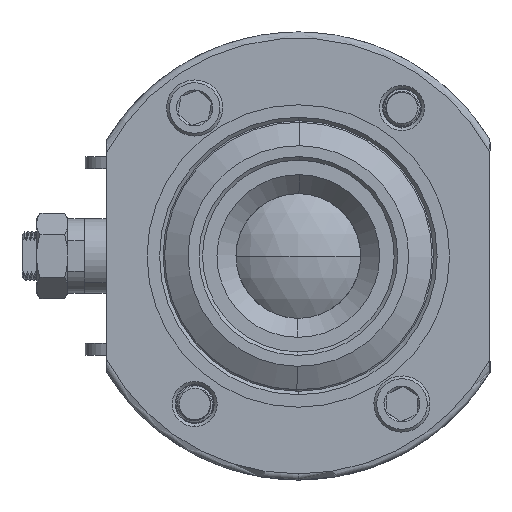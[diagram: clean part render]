
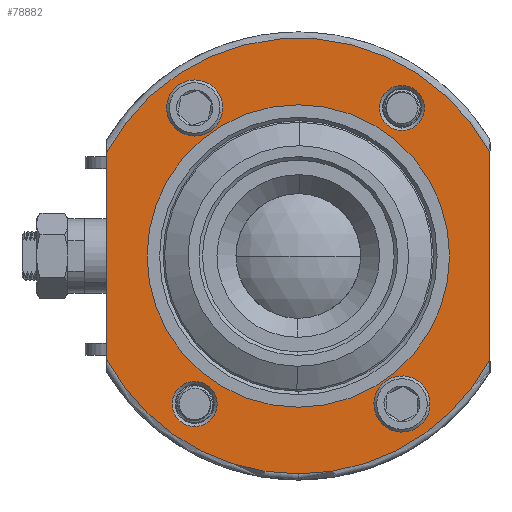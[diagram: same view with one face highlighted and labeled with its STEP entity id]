
A CAD part, left-side view. The second image highlights one B-rep face of the part: STEP entity #78882.
In plain terms, the highlighted planar face has unit normal (-1, 0, 0).
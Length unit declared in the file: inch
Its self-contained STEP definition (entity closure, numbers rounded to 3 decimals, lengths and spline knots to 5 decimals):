
#728 = DIRECTION ( 'NONE',  ( 0., 0., 1. ) ) ;
#1374 = ORIENTED_EDGE ( 'NONE', *, *, #68003, .F. ) ;
#1632 = DIRECTION ( 'NONE',  ( 1., 0., 0. ) ) ;
#3180 = EDGE_CURVE ( 'NONE', #22406, #24801, #106370, .T. ) ;
#6014 = CARTESIAN_POINT ( 'NONE',  ( -1.755, 1.03817, -1.48267 ) ) ;
#6034 = VECTOR ( 'NONE', #728, 39.37008 ) ;
#6087 = EDGE_CURVE ( 'NONE', #127560, #43388, #59068, .T. ) ;
#7590 = ORIENTED_EDGE ( 'NONE', *, *, #73912, .T. ) ;
#10694 = CIRCLE ( 'NONE', #59723, 2.1825 ) ;
#11168 = CARTESIAN_POINT ( 'NONE',  ( -1.755, -1.03817, -1.70798 ) ) ;
#11451 = AXIS2_PLACEMENT_3D ( 'NONE', #108464, #48361, #118562 ) ;
#12241 = EDGE_CURVE ( 'NONE', #43388, #127560, #44468, .T. ) ;
#13718 = CARTESIAN_POINT ( 'NONE',  ( -1.755, -1.03817, 1.48267 ) ) ;
#14639 = CARTESIAN_POINT ( 'NONE',  ( -1.755, -1.03817, -1.48267 ) ) ;
#16175 = DIRECTION ( 'NONE',  ( 0., 0., -1. ) ) ;
#17646 = AXIS2_PLACEMENT_3D ( 'NONE', #18457, #88630, #28608 ) ;
#18457 = CARTESIAN_POINT ( 'NONE',  ( -1.755, 1.03817, 1.48267 ) ) ;
#18775 = VERTEX_POINT ( 'NONE', #100003 ) ;
#18850 = DIRECTION ( 'NONE',  ( -1., 0., 0. ) ) ;
#20225 = CARTESIAN_POINT ( 'NONE',  ( -1.755, 0., -1.515 ) ) ;
#20646 = CARTESIAN_POINT ( 'NONE',  ( -1.755, 0., -2.1825 ) ) ;
#20916 = ORIENTED_EDGE ( 'NONE', *, *, #67854, .T. ) ;
#21143 = DIRECTION ( 'NONE',  ( -1., 0., 0. ) ) ;
#22406 = VERTEX_POINT ( 'NONE', #87888 ) ;
#23860 = DIRECTION ( 'NONE',  ( 0., 0., -1. ) ) ;
#24587 = AXIS2_PLACEMENT_3D ( 'NONE', #14639, #84815, #24748 ) ;
#24748 = DIRECTION ( 'NONE',  ( 0., 0., -1. ) ) ;
#24801 = VERTEX_POINT ( 'NONE', #118713 ) ;
#26174 = CARTESIAN_POINT ( 'NONE',  ( -1.755, -1.92, 1.03774 ) ) ;
#26523 = EDGE_LOOP ( 'NONE', ( #128018, #49742, #119837, #20916, #84593 ) ) ;
#26956 = CARTESIAN_POINT ( 'NONE',  ( -1.755, 1.03817, -1.70798 ) ) ;
#28367 = CIRCLE ( 'NONE', #64506, 2.1825 ) ;
#28608 = DIRECTION ( 'NONE',  ( 0., 0., -1. ) ) ;
#29605 = EDGE_CURVE ( 'NONE', #61025, #101158, #45810, .T. ) ;
#32448 = DIRECTION ( 'NONE',  ( -1., 0., 0. ) ) ;
#34696 = CARTESIAN_POINT ( 'NONE',  ( -1.755, -1.03817, 1.48267 ) ) ;
#35882 = DIRECTION ( 'NONE',  ( 0., 0., -1. ) ) ;
#39130 = DIRECTION ( 'NONE',  ( 1., 0., 0. ) ) ;
#39394 = EDGE_CURVE ( 'NONE', #77170, #106752, #10694, .T. ) ;
#41361 = FACE_OUTER_BOUND ( 'NONE', #26523, .T. ) ;
#42380 = CARTESIAN_POINT ( 'NONE',  ( -1.755, 0., 0. ) ) ;
#43388 = VERTEX_POINT ( 'NONE', #73401 ) ;
#43850 = CARTESIAN_POINT ( 'NONE',  ( -1.755, -1.03817, -1.25735 ) ) ;
#44335 = CARTESIAN_POINT ( 'NONE',  ( -1.755, 0., 0. ) ) ;
#44468 = CIRCLE ( 'NONE', #17646, 0.22531 ) ;
#44509 = FACE_BOUND ( 'NONE', #106498, .T. ) ;
#44756 = DIRECTION ( 'NONE',  ( 0., 0., -1. ) ) ;
#45460 = ORIENTED_EDGE ( 'NONE', *, *, #99493, .T. ) ;
#45717 = AXIS2_PLACEMENT_3D ( 'NONE', #13718, #83912, #23860 ) ;
#45810 = CIRCLE ( 'NONE', #80359, 1.515 ) ;
#47033 = ORIENTED_EDGE ( 'NONE', *, *, #6087, .T. ) ;
#48361 = DIRECTION ( 'NONE',  ( 1., 0., 0. ) ) ;
#48786 = CIRCLE ( 'NONE', #71742, 1.515 ) ;
#49742 = ORIENTED_EDGE ( 'NONE', *, *, #39394, .T. ) ;
#49905 = EDGE_CURVE ( 'NONE', #70338, #107888, #94027, .T. ) ;
#50101 = CARTESIAN_POINT ( 'NONE',  ( -1.755, 1.03817, 1.70798 ) ) ;
#50828 = AXIS2_PLACEMENT_3D ( 'NONE', #6014, #76268, #16175 ) ;
#50862 = EDGE_CURVE ( 'NONE', #106752, #99600, #68907, .T. ) ;
#52472 = DIRECTION ( 'NONE',  ( 0., 0., -1. ) ) ;
#53024 = DIRECTION ( 'NONE',  ( -1., 0., 0. ) ) ;
#58282 = AXIS2_PLACEMENT_3D ( 'NONE', #92474, #32448, #102565 ) ;
#58967 = CIRCLE ( 'NONE', #83159, 0.22531 ) ;
#59068 = CIRCLE ( 'NONE', #11451, 0.22531 ) ;
#59723 = AXIS2_PLACEMENT_3D ( 'NONE', #42380, #112532, #52472 ) ;
#59768 = ORIENTED_EDGE ( 'NONE', *, *, #49905, .T. ) ;
#61025 = VERTEX_POINT ( 'NONE', #71583 ) ;
#61795 = CARTESIAN_POINT ( 'NONE',  ( -1.755, -1.03817, -1.48267 ) ) ;
#63612 = EDGE_LOOP ( 'NONE', ( #98332, #7590 ) ) ;
#64451 = DIRECTION ( 'NONE',  ( 0., 0., -1. ) ) ;
#64506 = AXIS2_PLACEMENT_3D ( 'NONE', #78978, #18850, #89013 ) ;
#64747 = CIRCLE ( 'NONE', #89326, 0.22531 ) ;
#67854 = EDGE_CURVE ( 'NONE', #99600, #22406, #128953, .T. ) ;
#68003 = EDGE_CURVE ( 'NONE', #101158, #61025, #48786, .T. ) ;
#68053 = FACE_BOUND ( 'NONE', #85479, .T. ) ;
#68276 = CARTESIAN_POINT ( 'NONE',  ( -1.755, -1.92, -1.03774 ) ) ;
#68907 = LINE ( 'NONE', #80238, #6034 ) ;
#70338 = VERTEX_POINT ( 'NONE', #105153 ) ;
#70488 = CIRCLE ( 'NONE', #45717, 0.22531 ) ;
#71212 = FACE_BOUND ( 'NONE', #116777, .T. ) ;
#71583 = CARTESIAN_POINT ( 'NONE',  ( -1.755, 0., 1.515 ) ) ;
#71742 = AXIS2_PLACEMENT_3D ( 'NONE', #113076, #53024, #123201 ) ;
#71913 = DIRECTION ( 'NONE',  ( 0., 0., -1. ) ) ;
#72066 = ORIENTED_EDGE ( 'NONE', *, *, #29605, .F. ) ;
#73387 = VECTOR ( 'NONE', #35882, 39.37008 ) ;
#73401 = CARTESIAN_POINT ( 'NONE',  ( -1.755, 1.03817, 1.25735 ) ) ;
#73912 = EDGE_CURVE ( 'NONE', #86303, #101507, #58967, .T. ) ;
#73954 = ORIENTED_EDGE ( 'NONE', *, *, #12241, .T. ) ;
#76268 = DIRECTION ( 'NONE',  ( 1., 0., 0. ) ) ;
#77170 = VERTEX_POINT ( 'NONE', #20646 ) ;
#78882 = ADVANCED_FACE ( 'NONE', ( #71212, #44509, #121420, #94691, #68053, #41361 ), #114492, .F. ) ;
#78978 = CARTESIAN_POINT ( 'NONE',  ( -1.755, 0., 0. ) ) ;
#80152 = AXIS2_PLACEMENT_3D ( 'NONE', #34696, #104817, #44756 ) ;
#80238 = CARTESIAN_POINT ( 'NONE',  ( -1.755, -1.92, 1.36643 ) ) ;
#80359 = AXIS2_PLACEMENT_3D ( 'NONE', #81246, #21143, #91304 ) ;
#81246 = CARTESIAN_POINT ( 'NONE',  ( -1.755, 0., 0. ) ) ;
#83159 = AXIS2_PLACEMENT_3D ( 'NONE', #61795, #1632, #71913 ) ;
#83912 = DIRECTION ( 'NONE',  ( 1., 0., 0. ) ) ;
#84593 = ORIENTED_EDGE ( 'NONE', *, *, #3180, .T. ) ;
#84815 = DIRECTION ( 'NONE',  ( 1., 0., 0. ) ) ;
#85479 = EDGE_LOOP ( 'NONE', ( #72066, #1374 ) ) ;
#86303 = VERTEX_POINT ( 'NONE', #11168 ) ;
#86501 = ORIENTED_EDGE ( 'NONE', *, *, #118346, .T. ) ;
#87888 = CARTESIAN_POINT ( 'NONE',  ( -1.755, 1.92, 1.03774 ) ) ;
#88517 = EDGE_CURVE ( 'NONE', #24801, #77170, #28367, .T. ) ;
#88630 = DIRECTION ( 'NONE',  ( 1., 0., 0. ) ) ;
#89013 = DIRECTION ( 'NONE',  ( 0., 0., -1. ) ) ;
#89326 = AXIS2_PLACEMENT_3D ( 'NONE', #99185, #39130, #109283 ) ;
#91304 = DIRECTION ( 'NONE',  ( 0., 0., 1. ) ) ;
#92474 = CARTESIAN_POINT ( 'NONE',  ( -1.755, 0., 0. ) ) ;
#94027 = CIRCLE ( 'NONE', #50828, 0.22531 ) ;
#94691 = FACE_BOUND ( 'NONE', #63612, .T. ) ;
#95910 = CARTESIAN_POINT ( 'NONE',  ( -1.755, 1.92, 1.36643 ) ) ;
#97182 = EDGE_CURVE ( 'NONE', #101507, #86303, #119328, .T. ) ;
#98159 = EDGE_CURVE ( 'NONE', #18775, #114153, #114480, .T. ) ;
#98332 = ORIENTED_EDGE ( 'NONE', *, *, #97182, .T. ) ;
#99185 = CARTESIAN_POINT ( 'NONE',  ( -1.755, 1.03817, -1.48267 ) ) ;
#99493 = EDGE_CURVE ( 'NONE', #114153, #18775, #70488, .T. ) ;
#99600 = VERTEX_POINT ( 'NONE', #26174 ) ;
#100003 = CARTESIAN_POINT ( 'NONE',  ( -1.755, -1.03817, 1.70798 ) ) ;
#101158 = VERTEX_POINT ( 'NONE', #20225 ) ;
#101507 = VERTEX_POINT ( 'NONE', #43850 ) ;
#102565 = DIRECTION ( 'NONE',  ( 0., 0., -1. ) ) ;
#104817 = DIRECTION ( 'NONE',  ( 1., 0., 0. ) ) ;
#105153 = CARTESIAN_POINT ( 'NONE',  ( -1.755, 1.03817, -1.25735 ) ) ;
#106370 = LINE ( 'NONE', #95910, #73387 ) ;
#106498 = EDGE_LOOP ( 'NONE', ( #47033, #73954 ) ) ;
#106752 = VERTEX_POINT ( 'NONE', #68276 ) ;
#107888 = VERTEX_POINT ( 'NONE', #26956 ) ;
#108464 = CARTESIAN_POINT ( 'NONE',  ( -1.755, 1.03817, 1.48267 ) ) ;
#108571 = EDGE_LOOP ( 'NONE', ( #59768, #86501 ) ) ;
#109283 = DIRECTION ( 'NONE',  ( 0., 0., -1. ) ) ;
#112532 = DIRECTION ( 'NONE',  ( -1., 0., 0. ) ) ;
#113076 = CARTESIAN_POINT ( 'NONE',  ( -1.755, 0., 0. ) ) ;
#114153 = VERTEX_POINT ( 'NONE', #122610 ) ;
#114480 = CIRCLE ( 'NONE', #80152, 0.22531 ) ;
#114492 = PLANE ( 'NONE',  #128029 ) ;
#116777 = EDGE_LOOP ( 'NONE', ( #126182, #45460 ) ) ;
#118346 = EDGE_CURVE ( 'NONE', #107888, #70338, #64747, .T. ) ;
#118562 = DIRECTION ( 'NONE',  ( 0., 0., -1. ) ) ;
#118713 = CARTESIAN_POINT ( 'NONE',  ( -1.755, 1.92, -1.03774 ) ) ;
#119328 = CIRCLE ( 'NONE', #24587, 0.22531 ) ;
#119837 = ORIENTED_EDGE ( 'NONE', *, *, #50862, .T. ) ;
#121420 = FACE_BOUND ( 'NONE', #108571, .T. ) ;
#122610 = CARTESIAN_POINT ( 'NONE',  ( -1.755, -1.03817, 1.25735 ) ) ;
#123201 = DIRECTION ( 'NONE',  ( 0., 0., 1. ) ) ;
#124616 = DIRECTION ( 'NONE',  ( 1., 0., 0. ) ) ;
#126182 = ORIENTED_EDGE ( 'NONE', *, *, #98159, .T. ) ;
#127560 = VERTEX_POINT ( 'NONE', #50101 ) ;
#128018 = ORIENTED_EDGE ( 'NONE', *, *, #88517, .T. ) ;
#128029 = AXIS2_PLACEMENT_3D ( 'NONE', #44335, #124616, #64451 ) ;
#128953 = CIRCLE ( 'NONE', #58282, 2.1825 ) ;
